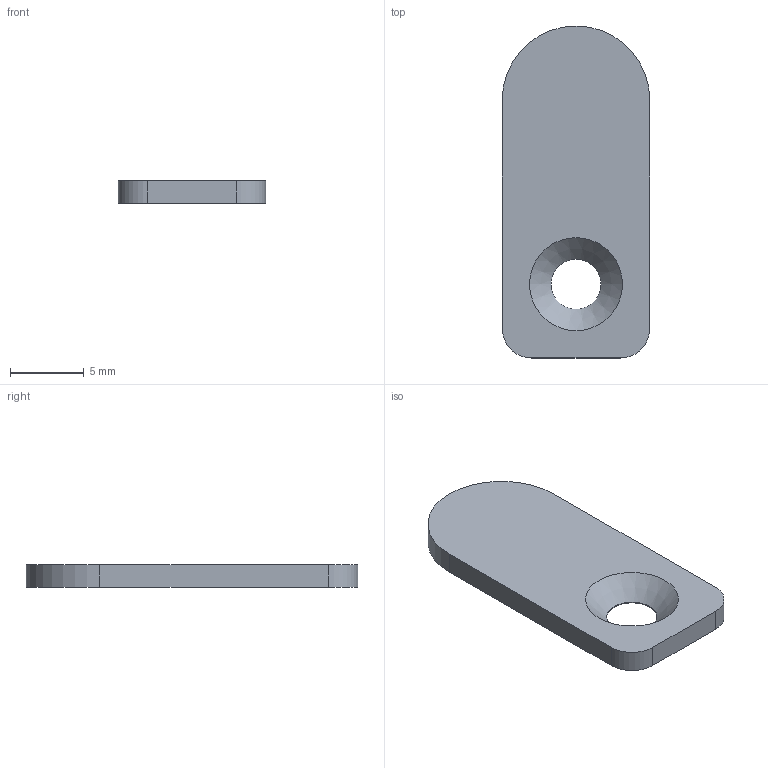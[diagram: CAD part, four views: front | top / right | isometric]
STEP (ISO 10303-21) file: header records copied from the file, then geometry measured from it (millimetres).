
FILE_DESCRIPTION(('FreeCAD Model'),'2;1');
FILE_NAME('bed_finger_dual_v0.2.step','2015-03-10T07:39:00',('FreeCAD' ),('FreeCAD'),'Open CASCADE STEP processor 6.5','FreeCAD','Unknown' );
FILE_SCHEMA(('AUTOMOTIVE_DESIGN_CC2 { 1 2 10303 214 -1 1 5 4 }'));
Length unit declared in the file: millimetre
Products named in the file (1): Chamfer001
Bounding box: 10 x 22.5 x 1.5 mm (x, y, z)
Volume: 290.8 mm3; surface area: 505.1 mm2
Topology: 1 solids, 1 shells, 11 faces, 27 edges, 18 vertices
Faces by surface type: plane 5, cylinder 5, cone 1
Full cylindrical faces by diameter (mm): 3.4 x1
Entity records: 732 total; most frequent: CARTESIAN_POINT 169, DIRECTION 104, ORIENTED_EDGE 54, LINE 54, VECTOR 54, PCURVE 54, DEFINITIONAL_REPRESENTATION 54, EDGE_CURVE 27
